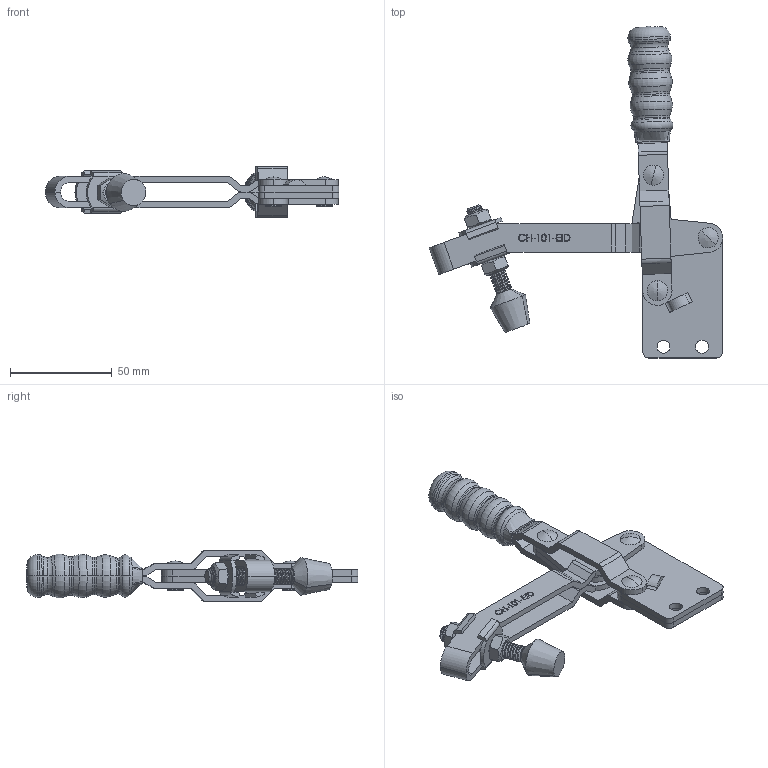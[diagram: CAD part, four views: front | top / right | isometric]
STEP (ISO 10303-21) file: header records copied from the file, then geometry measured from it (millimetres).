
FILE_DESCRIPTION (( 'STEP AP203' ), '1' );
FILE_NAME ('CH-101-EID.STEP', '2017-11-05T02:34:28', ( 'Windows' ), ( 'Microsoft' ), 'SwSTEP 2.0', 'SolidWorks 2015', '' );
FILE_SCHEMA (( 'CONFIG_CONTROL_DESIGN' ));
Length unit declared in the file: millimetre
Products named in the file (10): CH-101-EI-01 STRAIGHT BASE; CH-101-EID; CH-101-D-03 STRAIGHT HANDLE; CH-101-D-05; CH-101-D-06; CH-101-D-04 CONNECTING-PLATE; CH-FC-56212 Nut; CH-FC-56212 SPINDLE SUPPLIED; CH-FW-516; CH-101-EID-02 CURVE DOWN U-BAR
Assembly tree (15 placements, depth 2):
  CH-101-EID
    CH-101-EI-01 STRAIGHT BASE
    CH-101-D-03 STRAIGHT HANDLE
    CH-101-D-05  x4
    CH-101-D-06
    CH-101-D-04 CONNECTING-PLATE  x2
    CH-FC-56212 Nut  x2
    CH-FC-56212 SPINDLE SUPPLIED
    CH-FW-516  x2
    CH-101-EID-02 CURVE DOWN U-BAR
Bounding box: 144.6 x 163.53 x 24.99 mm (x, y, z)
Volume: 67522.9 mm3; surface area: 52583.9 mm2
Topology: 19 solids, 19 shells, 871 faces, 2324 edges, 1507 vertices
Faces by surface type: plane 328, cylinder 246, bspline 190, cone 55, torus 52
Entity records: 35325 total; most frequent: CARTESIAN_POINT 16445, ORIENTED_EDGE 4080, DIRECTION 3045, EDGE_CURVE 2040, VERTEX_POINT 1339, LINE 1119, VECTOR 1119, AXIS2_PLACEMENT_3D 963
